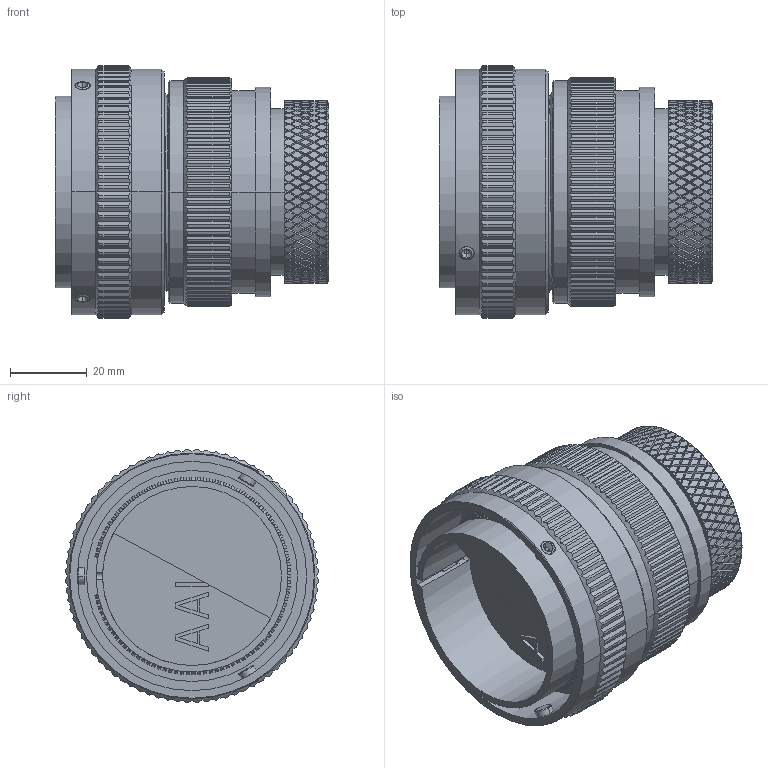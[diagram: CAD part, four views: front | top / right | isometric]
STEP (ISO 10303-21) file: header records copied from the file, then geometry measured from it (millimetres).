
FILE_DESCRIPTION((''),'2;1');
FILE_NAME('VG95234T-36_SW0001','2023-03-20T11:36:29',('paultorloting'),('NET AG system integration'),'CREO PARAMETRIC BY PTC INC, 2021404','CREO PARAMETRIC BY PTC INC, 2021404','');
FILE_SCHEMA(('AUTOMOTIVE_DESIGN { 1 0 10303 214 1 1 1 1 }'));
Products named in the file (1): VG95234T-36_SW0001
Bounding box: 71.5 x 66.04 x 66.04 mm (x, y, z)
Volume: 135257.4 mm3; surface area: 35154 mm2
Topology: 1 solids, 1 shells, 4383 faces, 11013 edges, 6465 vertices
Faces by surface type: plane 2288, bspline 1396, cylinder 641, cone 52, torus 6
Entity records: 184622 total; most frequent: CARTESIAN_POINT 75771, ORIENTED_EDGE 22014, DIRECTION 12440, EDGE_CURVE 11007, VERTEX_POINT 6465, B_SPLINE_CURVE_WITH_KNOTS 5287, VECTOR 4997, LINE 4997
